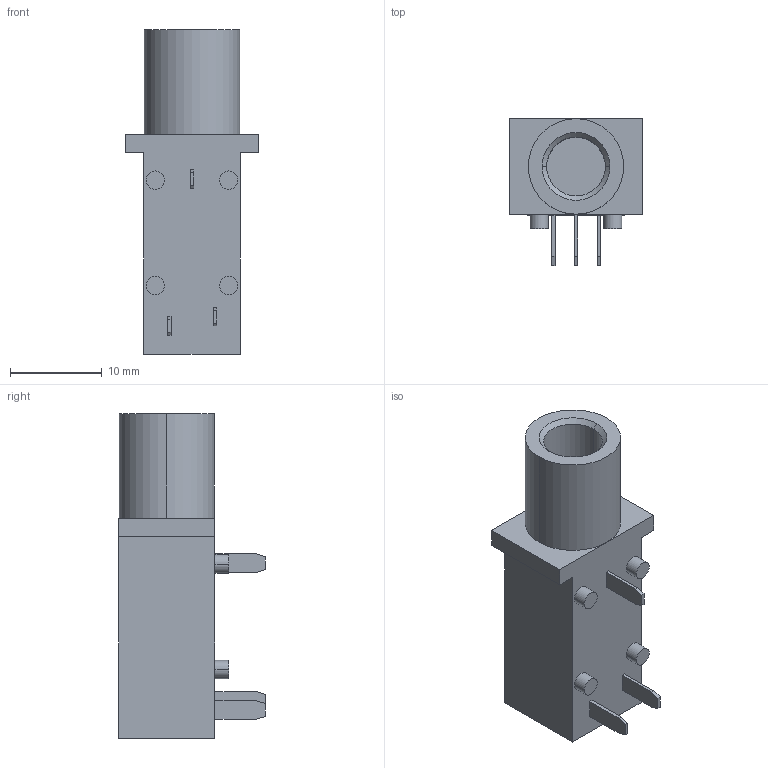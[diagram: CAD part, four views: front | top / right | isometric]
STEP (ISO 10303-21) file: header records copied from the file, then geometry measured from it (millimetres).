
FILE_DESCRIPTION(('STEP AP214'),'1');
FILE_NAME('Socket Jack 6.5mm PCB mount.stp','2017-08-06T22:49:52',(' '),(' '),'Spatial InterOp 3D',' ',' ');
FILE_SCHEMA(('AUTOMOTIVE_DESIGN { 1 0 10303 214 1 1 1 1 }'));
Length unit declared in the file: metre
Products named in the file (1): Solid
Bounding box: 14.5 x 16 x 35.4 mm (x, y, z)
Volume: 2825.1 mm3; surface area: 2371.3 mm2
Topology: 1 solids, 1 shells, 51 faces, 118 edges, 78 vertices
Faces by surface type: plane 37, cylinder 12, cone 2
Entity records: 1875 total; most frequent: CARTESIAN_POINT 248, DIRECTION 248, ORIENTED_EDGE 236, EDGE_CURVE 118, LINE 92, VECTOR 92, AXIS2_PLACEMENT_3D 78, VERTEX_POINT 78
